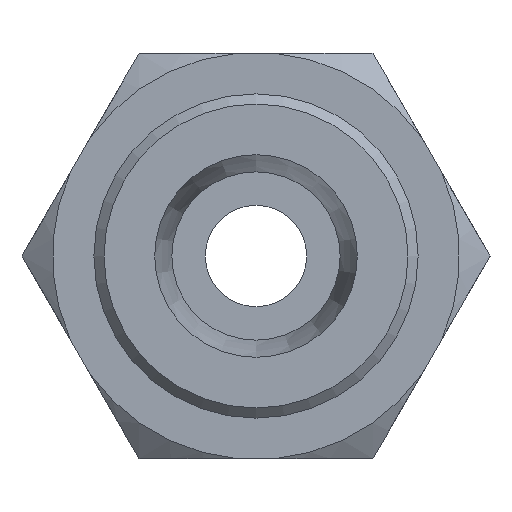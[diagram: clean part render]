
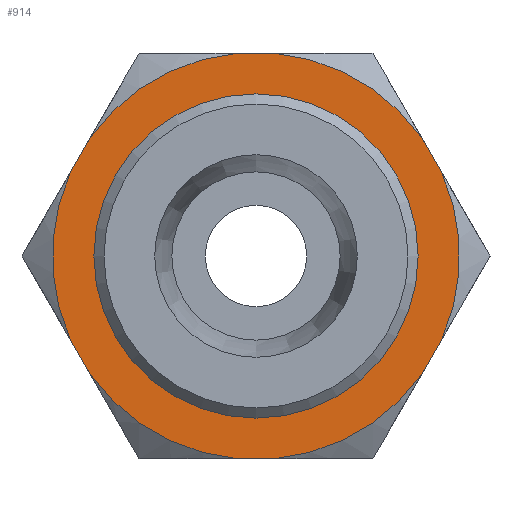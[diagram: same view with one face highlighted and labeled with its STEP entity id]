
A CAD part, front view. The second image highlights one B-rep face of the part: STEP entity #914.
In plain terms, the highlighted planar face has unit normal (0, -1, 0).
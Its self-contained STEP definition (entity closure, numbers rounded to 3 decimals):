
#5 = EDGE_CURVE ( 'NONE', #875, #328, #1218, .T. ) ;
#23 = CIRCLE ( 'NONE', #1095, 5.024 ) ;
#52 = ORIENTED_EDGE ( 'NONE', *, *, #750, .F. ) ;
#59 = CARTESIAN_POINT ( 'NONE',  ( 0., 8., 0. ) ) ;
#69 = DIRECTION ( 'NONE',  ( 0.5, 0., 0.866 ) ) ;
#76 = ORIENTED_EDGE ( 'NONE', *, *, #961, .F. ) ;
#116 = AXIS2_PLACEMENT_3D ( 'NONE', #666, #1482, #787 ) ;
#121 = ORIENTED_EDGE ( 'NONE', *, *, #5, .T. ) ;
#131 = VERTEX_POINT ( 'NONE', #387 ) ;
#141 = CIRCLE ( 'NONE', #1420, 5.024 ) ;
#152 = DIRECTION ( 'NONE',  ( 0.5, 0., -0.866 ) ) ;
#158 = ORIENTED_EDGE ( 'NONE', *, *, #497, .T. ) ;
#163 = DIRECTION ( 'NONE',  ( 0., 0., -1. ) ) ;
#172 = DIRECTION ( 'NONE',  ( 0., 0., -1. ) ) ;
#221 = CARTESIAN_POINT ( 'NONE',  ( 5.774, 8., 0. ) ) ;
#230 = VECTOR ( 'NONE', #152, 1000. ) ;
#239 = LINE ( 'NONE', #1436, #1130 ) ;
#267 = EDGE_CURVE ( 'NONE', #781, #1460, #815, .T. ) ;
#269 = VECTOR ( 'NONE', #1116, 1000. ) ;
#274 = EDGE_CURVE ( 'NONE', #131, #454, #578, .T. ) ;
#277 = ORIENTED_EDGE ( 'NONE', *, *, #928, .T. ) ;
#292 = AXIS2_PLACEMENT_3D ( 'NONE', #59, #861, #172 ) ;
#297 = CARTESIAN_POINT ( 'NONE',  ( 2.887, 8., 5. ) ) ;
#314 = CARTESIAN_POINT ( 'NONE',  ( 0., 8., 0. ) ) ;
#315 = CIRCLE ( 'NONE', #1329, 5.024 ) ;
#328 = VERTEX_POINT ( 'NONE', #978 ) ;
#333 = VERTEX_POINT ( 'NONE', #1093 ) ;
#387 = CARTESIAN_POINT ( 'NONE',  ( -0.485, 8., -5. ) ) ;
#439 = DIRECTION ( 'NONE',  ( 0., 0., 1. ) ) ;
#448 = CARTESIAN_POINT ( 'NONE',  ( 0., 8., 0. ) ) ;
#452 = ORIENTED_EDGE ( 'NONE', *, *, #1411, .F. ) ;
#454 = VERTEX_POINT ( 'NONE', #686 ) ;
#469 = DIRECTION ( 'NONE',  ( -0.5, 0., 0.866 ) ) ;
#492 = VERTEX_POINT ( 'NONE', #1393 ) ;
#497 = EDGE_CURVE ( 'NONE', #1312, #511, #1481, .T. ) ;
#506 = CARTESIAN_POINT ( 'NONE',  ( 0., 8., 0. ) ) ;
#511 = VERTEX_POINT ( 'NONE', #699 ) ;
#522 = ORIENTED_EDGE ( 'NONE', *, *, #267, .T. ) ;
#529 = CARTESIAN_POINT ( 'NONE',  ( 0., 8., 0. ) ) ;
#534 = CARTESIAN_POINT ( 'NONE',  ( 4.573, 8., 2.08 ) ) ;
#535 = ORIENTED_EDGE ( 'NONE', *, *, #274, .T. ) ;
#538 = EDGE_CURVE ( 'NONE', #897, #328, #1171, .T. ) ;
#568 = DIRECTION ( 'NONE',  ( 0., 0., 1. ) ) ;
#578 = LINE ( 'NONE', #588, #1396 ) ;
#588 = CARTESIAN_POINT ( 'NONE',  ( -2.887, 8., -5. ) ) ;
#592 = CARTESIAN_POINT ( 'NONE',  ( 0., 8., 0. ) ) ;
#617 = CARTESIAN_POINT ( 'NONE',  ( 4.573, 8., -2.08 ) ) ;
#632 = AXIS2_PLACEMENT_3D ( 'NONE', #592, #1409, #710 ) ;
#644 = DIRECTION ( 'NONE',  ( 0., 0., 1. ) ) ;
#656 = VERTEX_POINT ( 'NONE', #1422 ) ;
#666 = CARTESIAN_POINT ( 'NONE',  ( 0., 8., 0. ) ) ;
#670 = DIRECTION ( 'NONE',  ( 0., 1., 0. ) ) ;
#672 = EDGE_CURVE ( 'NONE', #656, #454, #141, .T. ) ;
#677 = EDGE_LOOP ( 'NONE', ( #52 ) ) ;
#686 = CARTESIAN_POINT ( 'NONE',  ( 0.485, 8., -5. ) ) ;
#699 = CARTESIAN_POINT ( 'NONE',  ( 4.087, 8., 2.92 ) ) ;
#710 = DIRECTION ( 'NONE',  ( 0., 0., 1. ) ) ;
#712 = EDGE_LOOP ( 'NONE', ( #452, #535, #805, #903, #1334, #158, #76, #121, #1416, #277, #1180, #522 ) ) ;
#738 = DIRECTION ( 'NONE',  ( -0.5, 0., -0.866 ) ) ;
#750 = EDGE_CURVE ( 'NONE', #492, #492, #1004, .T. ) ;
#781 = VERTEX_POINT ( 'NONE', #1446 ) ;
#787 = DIRECTION ( 'NONE',  ( 0., 0., 1. ) ) ;
#796 = CARTESIAN_POINT ( 'NONE',  ( -4.087, 8., -2.92 ) ) ;
#805 = ORIENTED_EDGE ( 'NONE', *, *, #672, .F. ) ;
#815 = LINE ( 'NONE', #1063, #230 ) ;
#824 = CIRCLE ( 'NONE', #116, 5.024 ) ;
#853 = DIRECTION ( 'NONE',  ( 0., -1., 0. ) ) ;
#859 = VECTOR ( 'NONE', #469, 1000. ) ;
#861 = DIRECTION ( 'NONE',  ( 0., -1., 0. ) ) ;
#875 = VERTEX_POINT ( 'NONE', #1387 ) ;
#889 = FACE_BOUND ( 'NONE', #677, .T. ) ;
#897 = VERTEX_POINT ( 'NONE', #1190 ) ;
#903 = ORIENTED_EDGE ( 'NONE', *, *, #1075, .T. ) ;
#911 = VERTEX_POINT ( 'NONE', #617 ) ;
#914 = ADVANCED_FACE ( 'NONE', ( #1478, #889 ), #1433, .T. ) ;
#928 = EDGE_CURVE ( 'NONE', #897, #333, #239, .T. ) ;
#961 = EDGE_CURVE ( 'NONE', #875, #511, #824, .T. ) ;
#964 = DIRECTION ( 'NONE',  ( 1., 0., 0. ) ) ;
#978 = CARTESIAN_POINT ( 'NONE',  ( -0.485, 8., 5. ) ) ;
#988 = VECTOR ( 'NONE', #69, 1000. ) ;
#993 = CARTESIAN_POINT ( 'NONE',  ( 2.887, 8., -5. ) ) ;
#1004 = CIRCLE ( 'NONE', #292, 3.05 ) ;
#1022 = LINE ( 'NONE', #993, #988 ) ;
#1063 = CARTESIAN_POINT ( 'NONE',  ( -5.774, 8., 0. ) ) ;
#1075 = EDGE_CURVE ( 'NONE', #656, #911, #1022, .T. ) ;
#1093 = CARTESIAN_POINT ( 'NONE',  ( -4.573, 8., 2.08 ) ) ;
#1095 = AXIS2_PLACEMENT_3D ( 'NONE', #314, #1135, #439 ) ;
#1116 = DIRECTION ( 'NONE',  ( -1., 0., 0. ) ) ;
#1130 = VECTOR ( 'NONE', #738, 1000. ) ;
#1135 = DIRECTION ( 'NONE',  ( 0., 1., 0. ) ) ;
#1171 = CIRCLE ( 'NONE', #632, 5.024 ) ;
#1172 = AXIS2_PLACEMENT_3D ( 'NONE', #1369, #670, #1487 ) ;
#1180 = ORIENTED_EDGE ( 'NONE', *, *, #1401, .F. ) ;
#1190 = CARTESIAN_POINT ( 'NONE',  ( -4.087, 8., 2.92 ) ) ;
#1218 = LINE ( 'NONE', #297, #269 ) ;
#1250 = CIRCLE ( 'NONE', #1172, 5.024 ) ;
#1268 = DIRECTION ( 'NONE',  ( 0., 1., 0. ) ) ;
#1312 = VERTEX_POINT ( 'NONE', #534 ) ;
#1329 = AXIS2_PLACEMENT_3D ( 'NONE', #448, #1268, #568 ) ;
#1334 = ORIENTED_EDGE ( 'NONE', *, *, #1457, .F. ) ;
#1341 = DIRECTION ( 'NONE',  ( 0., 1., 0. ) ) ;
#1369 = CARTESIAN_POINT ( 'NONE',  ( 0., 8., 0. ) ) ;
#1387 = CARTESIAN_POINT ( 'NONE',  ( 0.485, 8., 5. ) ) ;
#1393 = CARTESIAN_POINT ( 'NONE',  ( 0., 8., -3.05 ) ) ;
#1396 = VECTOR ( 'NONE', #964, 1000. ) ;
#1401 = EDGE_CURVE ( 'NONE', #781, #333, #23, .T. ) ;
#1409 = DIRECTION ( 'NONE',  ( 0., 1., 0. ) ) ;
#1411 = EDGE_CURVE ( 'NONE', #131, #1460, #1250, .T. ) ;
#1416 = ORIENTED_EDGE ( 'NONE', *, *, #538, .F. ) ;
#1420 = AXIS2_PLACEMENT_3D ( 'NONE', #529, #1341, #644 ) ;
#1422 = CARTESIAN_POINT ( 'NONE',  ( 4.087, 8., -2.92 ) ) ;
#1433 = PLANE ( 'NONE',  #1470 ) ;
#1436 = CARTESIAN_POINT ( 'NONE',  ( -2.887, 8., 5. ) ) ;
#1446 = CARTESIAN_POINT ( 'NONE',  ( -4.573, 8., -2.08 ) ) ;
#1457 = EDGE_CURVE ( 'NONE', #1312, #911, #315, .T. ) ;
#1460 = VERTEX_POINT ( 'NONE', #796 ) ;
#1470 = AXIS2_PLACEMENT_3D ( 'NONE', #506, #853, #163 ) ;
#1478 = FACE_OUTER_BOUND ( 'NONE', #712, .T. ) ;
#1481 = LINE ( 'NONE', #221, #859 ) ;
#1482 = DIRECTION ( 'NONE',  ( 0., 1., 0. ) ) ;
#1487 = DIRECTION ( 'NONE',  ( 0., 0., 1. ) ) ;
